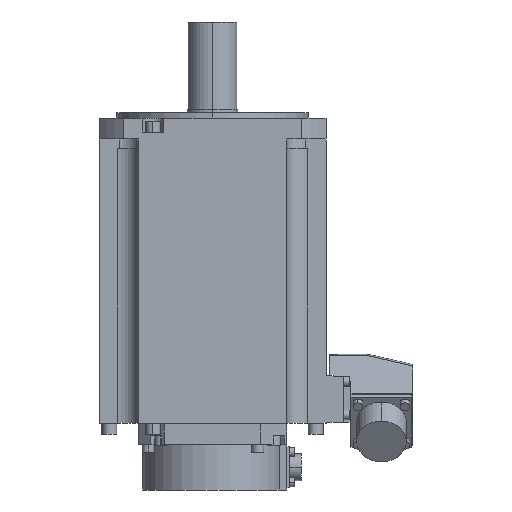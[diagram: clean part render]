
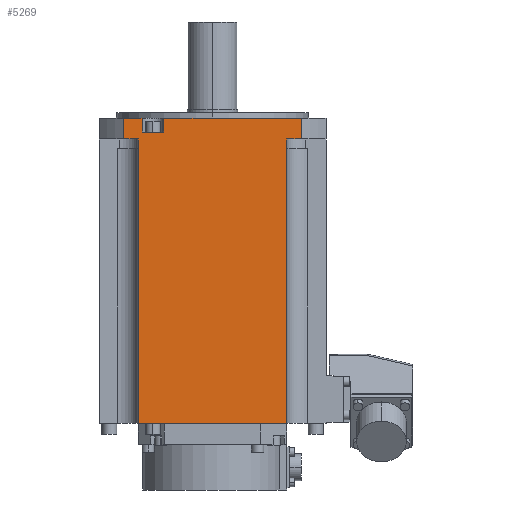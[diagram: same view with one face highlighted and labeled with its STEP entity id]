
A CAD part, left-side view. The second image highlights one B-rep face of the part: STEP entity #5269.
In plain terms, the highlighted planar face has unit normal (-1, 0, 0).
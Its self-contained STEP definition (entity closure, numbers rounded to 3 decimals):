
#830=DIRECTION('',(0.,-1.,0.));
#831=VECTOR('',#830,85.);
#832=CARTESIAN_POINT('',(-65.,42.5,-174.8));
#833=LINE('',#832,#831);
#922=DIRECTION('',(0.,0.,-1.));
#923=VECTOR('',#922,162.8);
#924=CARTESIAN_POINT('',(-65.,42.5,-12.));
#925=LINE('',#924,#923);
#978=DIRECTION('',(0.,-1.,0.));
#979=VECTOR('',#978,8.306);
#980=CARTESIAN_POINT('',(-65.,50.806,-12.));
#981=LINE('',#980,#979);
#1093=DIRECTION('',(0.,0.,-1.));
#1094=VECTOR('',#1093,12.);
#1095=CARTESIAN_POINT('',(-65.,50.806,0.));
#1096=LINE('',#1095,#1094);
#1097=DIRECTION('',(0.,-1.,0.));
#1098=VECTOR('',#1097,78.626);
#1099=CARTESIAN_POINT('',(-65.,27.82,0.));
#1100=LINE('',#1099,#1098);
#1101=DIRECTION('',(0.,1.,0.));
#1102=VECTOR('',#1101,8.306);
#1103=CARTESIAN_POINT('',(-65.,-50.806,-12.));
#1104=LINE('',#1103,#1102);
#1105=DIRECTION('',(0.,0.,-1.));
#1106=VECTOR('',#1105,162.8);
#1107=CARTESIAN_POINT('',(-65.,-42.5,-12.));
#1108=LINE('',#1107,#1106);
#1109=DIRECTION('',(0.,-1.,0.));
#1110=VECTOR('',#1109,10.426);
#1111=CARTESIAN_POINT('',(-65.,50.806,0.));
#1112=LINE('',#1111,#1110);
#1113=DIRECTION('',(0.,1.,0.));
#1114=VECTOR('',#1113,12.56);
#1115=CARTESIAN_POINT('',(-65.,27.82,-8.));
#1116=LINE('',#1115,#1114);
#1140=DIRECTION('',(0.,0.,1.));
#1141=VECTOR('',#1140,8.);
#1142=CARTESIAN_POINT('',(-65.,40.38,-8.));
#1143=LINE('',#1142,#1141);
#1152=DIRECTION('',(0.,0.,-1.));
#1153=VECTOR('',#1152,8.);
#1154=CARTESIAN_POINT('',(-65.,27.82,0.));
#1155=LINE('',#1154,#1153);
#1182=DIRECTION('',(0.,0.,1.));
#1183=VECTOR('',#1182,12.);
#1184=CARTESIAN_POINT('',(-65.,-50.806,-12.));
#1185=LINE('',#1184,#1183);
#2971=CARTESIAN_POINT('',(-65.,-50.806,0.));
#2972=VERTEX_POINT('',#2971);
#2973=CARTESIAN_POINT('',(-65.,27.82,0.));
#2974=VERTEX_POINT('',#2973);
#2979=CARTESIAN_POINT('',(-65.,40.38,0.));
#2980=VERTEX_POINT('',#2979);
#2981=CARTESIAN_POINT('',(-65.,50.806,0.));
#2982=VERTEX_POINT('',#2981);
#3072=CARTESIAN_POINT('',(-65.,-42.5,-12.));
#3074=VERTEX_POINT('',#3072);
#3081=CARTESIAN_POINT('',(-65.,27.82,-8.));
#3082=CARTESIAN_POINT('',(-65.,40.38,-8.));
#3083=VERTEX_POINT('',#3081);
#3084=VERTEX_POINT('',#3082);
#3085=CARTESIAN_POINT('',(-65.,-50.806,-12.));
#3086=VERTEX_POINT('',#3085);
#3087=CARTESIAN_POINT('',(-65.,-42.5,-174.8));
#3088=VERTEX_POINT('',#3087);
#3089=CARTESIAN_POINT('',(-65.,42.5,-12.));
#3090=CARTESIAN_POINT('',(-65.,42.5,-174.8));
#3091=VERTEX_POINT('',#3089);
#3092=VERTEX_POINT('',#3090);
#3093=CARTESIAN_POINT('',(-65.,50.806,-12.));
#3094=VERTEX_POINT('',#3093);
#5244=CARTESIAN_POINT('',(-65.,0.,-87.4));
#5245=DIRECTION('',(1.,0.,0.));
#5246=DIRECTION('',(0.,-1.,0.));
#5247=AXIS2_PLACEMENT_3D('',#5244,#5245,#5246);
#5248=PLANE('',#5247);
#5250=ORIENTED_EDGE('',*,*,#5249,.F.);
#5252=ORIENTED_EDGE('',*,*,#5251,.F.);
#5253=ORIENTED_EDGE('',*,*,#3870,.T.);
#5255=ORIENTED_EDGE('',*,*,#5254,.F.);
#5257=ORIENTED_EDGE('',*,*,#5256,.T.);
#5259=ORIENTED_EDGE('',*,*,#5258,.T.);
#5260=ORIENTED_EDGE('',*,*,#4934,.F.);
#5261=ORIENTED_EDGE('',*,*,#5020,.F.);
#5262=ORIENTED_EDGE('',*,*,#5084,.F.);
#5263=ORIENTED_EDGE('',*,*,#5239,.F.);
#5264=ORIENTED_EDGE('',*,*,#3878,.T.);
#5266=ORIENTED_EDGE('',*,*,#5265,.F.);
#5267=EDGE_LOOP('',(#5250,#5252,#5253,#5255,#5257,#5259,#5260,#5261,#5262,#5263,
#5264,#5266));
#5268=FACE_OUTER_BOUND('',#5267,.F.);
#5269=ADVANCED_FACE('',(#5268),#5248,.F.);
#3870=EDGE_CURVE('',#2974,#2972,#1100,.T.);
#3878=EDGE_CURVE('',#2982,#2980,#1112,.T.);
#4934=EDGE_CURVE('',#3092,#3088,#833,.T.);
#5020=EDGE_CURVE('',#3091,#3092,#925,.T.);
#5084=EDGE_CURVE('',#3094,#3091,#981,.T.);
#5239=EDGE_CURVE('',#2982,#3094,#1096,.T.);
#5249=EDGE_CURVE('',#3083,#3084,#1116,.T.);
#5251=EDGE_CURVE('',#2974,#3083,#1155,.T.);
#5254=EDGE_CURVE('',#3086,#2972,#1185,.T.);
#5256=EDGE_CURVE('',#3086,#3074,#1104,.T.);
#5258=EDGE_CURVE('',#3074,#3088,#1108,.T.);
#5265=EDGE_CURVE('',#3084,#2980,#1143,.T.);
